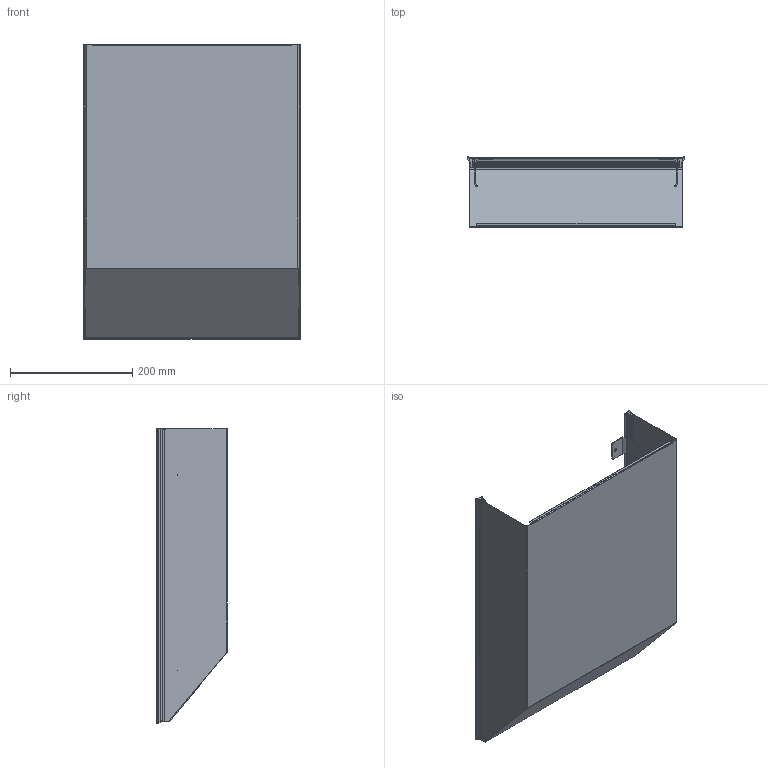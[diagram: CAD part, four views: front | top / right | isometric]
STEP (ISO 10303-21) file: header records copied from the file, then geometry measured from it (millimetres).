
FILE_DESCRIPTION((''),'2;1');
FILE_NAME('FC4000_400_2018_ASM_1_ASM','2020-10-26T15:56:06',('alexcam'),(''),'CREO PARAMETRIC BY PTC INC, 2018500','CREO PARAMETRIC BY PTC INC, 2018500','');
FILE_SCHEMA(('CONFIG_CONTROL_DESIGN'));
Length unit declared in the file: millimetre
Products named in the file (5): FC4000_400_HOOD_2018_1; FC4000_400_GSKT_2018_1; FC4000_400_WALL_BRCKT_2018_1; FC4000_400_WALL_BRCKT_2018_M_1; FC4000_400_2018_ASM_1_ASM
Assembly tree (4 placements, depth 2):
  FC4000_400_2018_ASM_1_ASM
    FC4000_400_HOOD_2018_1
    FC4000_400_GSKT_2018_1
    FC4000_400_WALL_BRCKT_2018_1
    FC4000_400_WALL_BRCKT_2018_M_1
Bounding box: 355.4 x 115.56 x 482.89 mm (x, y, z)
Volume: 375893.2 mm3; surface area: 728680.6 mm2
Topology: 4 solids, 5 shells, 422 faces, 1084 edges, 671 vertices
Faces by surface type: cylinder 217, plane 190, bspline 8, extrusion 7
Entity records: 13423 total; most frequent: CARTESIAN_POINT 3187, ORIENTED_EDGE 2125, DIRECTION 2053, EDGE_CURVE 1084, VECTOR 693, LINE 686, AXIS2_PLACEMENT_3D 680, VERTEX_POINT 671
